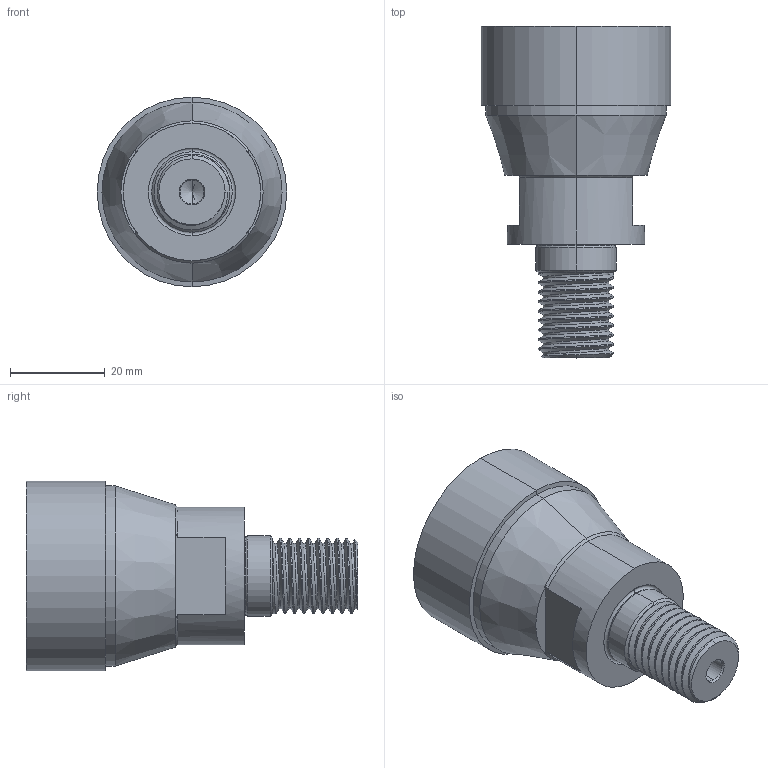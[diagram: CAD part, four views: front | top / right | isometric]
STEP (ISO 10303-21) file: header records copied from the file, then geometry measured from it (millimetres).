
FILE_DESCRIPTION (( 'STEP AP203' ), '1' );
FILE_NAME ('730 MO D 40-4.step', '2020-05-05T10:43:21', ( '' ), ( '' ), 'SwSTEP 2.0', 'SolidWorks 2016', '' );
FILE_SCHEMA (( 'CONFIG_CONTROL_DESIGN' ));
Length unit declared in the file: millimetre
Products named in the file (1): 730 MO D 40-4
Bounding box: 40 x 70 x 40 mm (x, y, z)
Volume: 46606.8 mm3; surface area: 9639.5 mm2
Topology: 1 solids, 1 shells, 67 faces, 163 edges, 98 vertices
Faces by surface type: cylinder 28, cone 20, plane 11, torus 4, bspline 4
Entity records: 4177 total; most frequent: CARTESIAN_POINT 2657, ORIENTED_EDGE 322, DIRECTION 291, EDGE_CURVE 161, AXIS2_PLACEMENT_3D 115, VERTEX_POINT 98, EDGE_LOOP 69, ADVANCED_FACE 67
